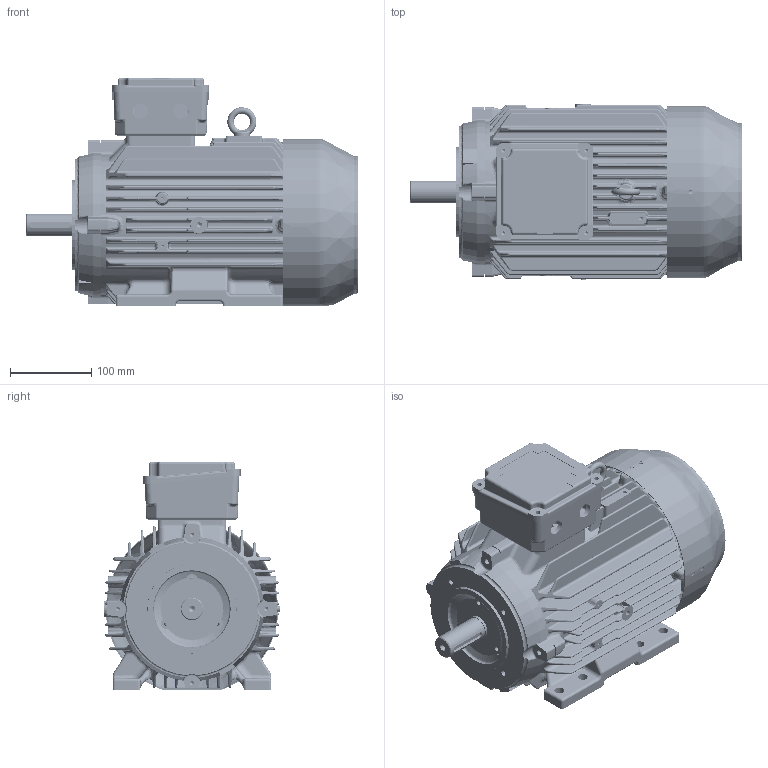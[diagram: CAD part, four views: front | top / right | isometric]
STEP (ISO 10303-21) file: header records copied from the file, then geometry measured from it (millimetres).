
FILE_DESCRIPTION( ( 'Unknown' ), '1' );
FILE_NAME( 'WP-DF100LF B34.stp', 'Unknown', ( 'Unknown' ), ( 'Unknown' ), 'PSStep 17.0.49', 'Unknown', ' ' );
FILE_SCHEMA( ( 'AUTOMOTIVE_DESIGN { 1 0 10303 214 1 1 1 1 }' ) );
Length unit declared in the file: millimetre
Products named in the file (2): q10yb003
Bounding box: 409 x 218 x 281.14 mm (x, y, z)
Volume: 2958504.2 mm3; surface area: 1095970.3 mm2
Topology: 2 solids, 7 shells, 4787 faces, 12227 edges, 7422 vertices
Faces by surface type: cylinder 1667, bspline 1257, plane 1220, torus 273, cone 205, sphere 165
Full cylindrical faces by diameter (mm): 2.594 x2, 3.2 x4, 4.134 x8, 4.351 x4, 4.5 x4, 4.917 x20, 5 x3, 5.188 x3, 6 x17, 6.5 x4, 6.647 x6, 6.8 x1, 6.985 x4, 7 x8, 7.794 x1, 8 x2, 8.376 x2, 12 x8, 18.782 x2, 20 x1, 24.9 x1, 25 x1, 25.2 x1, 28 x1, 29.9 x1, 30 x3, 34.06 x1, 37 x1, 40.3 x1, 42 x1
Entity records: 335389 total; most frequent: CARTESIAN_POINT 189414, ORIENTED_EDGE 23574, DIRECTION 21109, EDGE_CURVE 11787, AXIS2_PLACEMENT_3D 8336, VERTEX_POINT 7344, EDGE_LOOP 5443, FACE_OUTER_BOUND 4932
